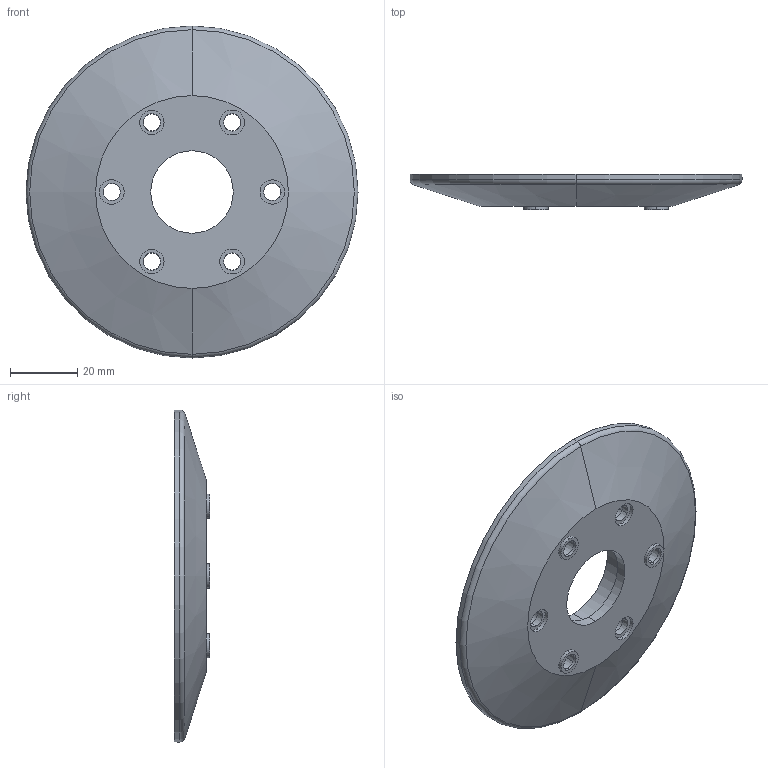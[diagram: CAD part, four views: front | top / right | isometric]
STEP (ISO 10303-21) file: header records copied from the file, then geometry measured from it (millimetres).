
FILE_DESCRIPTION (( 'STEP AP214' ), '1' );
FILE_NAME ('1810 PULLEY.STP.STEP', '2010-01-23T22:27:08', ( 'Gary Hannah' ), ( 'na' ), 'SwSTEP 2.0', 'SolidWorks 2008', '' );
FILE_SCHEMA (( 'AUTOMOTIVE_DESIGN' ));
Length unit declared in the file: inch
Products named in the file (1): 1810 PULLEY.STP
Bounding box: 98.43 x 10.46 x 98.43 mm (x, y, z)
Volume: 30265.5 mm3; surface area: 20787.5 mm2
Topology: 1 solids, 1 shells, 163 faces, 408 edges, 266 vertices
Faces by surface type: cone 68, plane 57, cylinder 24, torus 14
Entity records: 5175 total; most frequent: CARTESIAN_POINT 1252, ORIENTED_EDGE 816, DIRECTION 812, EDGE_CURVE 408, AXIS2_PLACEMENT_3D 348, VERTEX_POINT 266, EDGE_LOOP 196, CIRCLE 184
